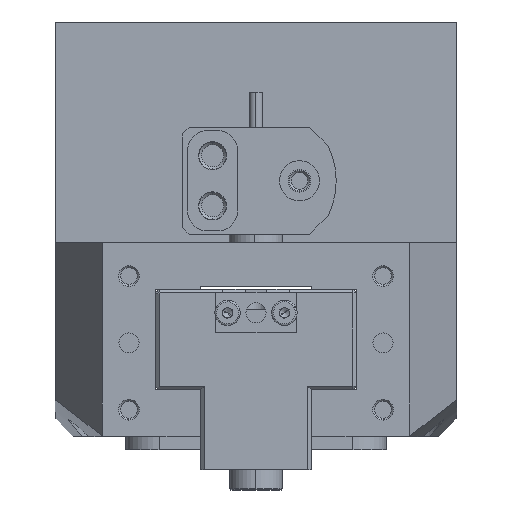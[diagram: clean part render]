
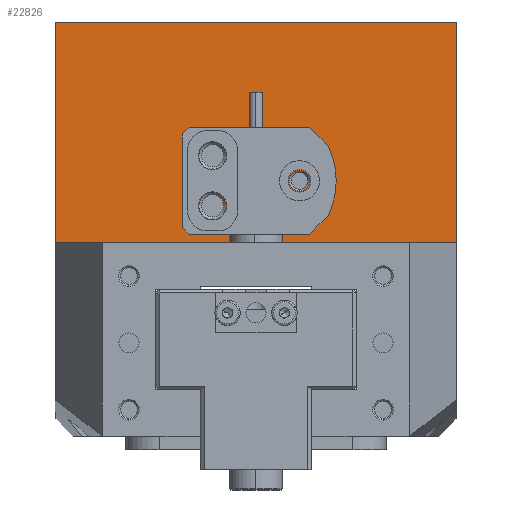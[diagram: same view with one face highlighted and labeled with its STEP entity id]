
A CAD part, left-side view. The second image highlights one B-rep face of the part: STEP entity #22826.
In plain terms, the highlighted planar face has unit normal (-1, 0, 0).
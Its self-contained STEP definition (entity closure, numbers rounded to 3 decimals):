
#165 = FACE_BOUND ( 'NONE', #13781, .T. ) ;
#266 = LINE ( 'NONE', #22279, #3590 ) ;
#539 = CARTESIAN_POINT ( 'NONE',  ( -58.28, 13.286, 133.091 ) ) ;
#774 = EDGE_CURVE ( 'NONE', #1530, #10054, #37983, .T. ) ;
#928 = VERTEX_POINT ( 'NONE', #23020 ) ;
#1530 = VERTEX_POINT ( 'NONE', #27583 ) ;
#1657 = ORIENTED_EDGE ( 'NONE', *, *, #2644, .T. ) ;
#2496 = DIRECTION ( 'NONE',  ( 0., 0., -1. ) ) ;
#2644 = EDGE_CURVE ( 'NONE', #9410, #928, #5621, .T. ) ;
#3514 = ORIENTED_EDGE ( 'NONE', *, *, #13847, .T. ) ;
#3535 = LINE ( 'NONE', #36101, #27739 ) ;
#3590 = VECTOR ( 'NONE', #22147, 1000. ) ;
#4648 = VERTEX_POINT ( 'NONE', #5914 ) ;
#5178 = EDGE_CURVE ( 'NONE', #19981, #19053, #6917, .T. ) ;
#5621 = CIRCLE ( 'NONE', #6321, 1.55 ) ;
#5874 = CARTESIAN_POINT ( 'NONE',  ( -58.28, -23.214, 155.141 ) ) ;
#5914 = CARTESIAN_POINT ( 'NONE',  ( -58.28, 13.286, 125.591 ) ) ;
#6321 = AXIS2_PLACEMENT_3D ( 'NONE', #28325, #13216, #16238 ) ;
#6917 = CIRCLE ( 'NONE', #26186, 2.05 ) ;
#7374 = CARTESIAN_POINT ( 'NONE',  ( -58.28, 13.286, 137.191 ) ) ;
#7452 = CARTESIAN_POINT ( 'NONE',  ( -58.28, -23.214, 93.141 ) ) ;
#7775 = FACE_OUTER_BOUND ( 'NONE', #32386, .T. ) ;
#7829 = VERTEX_POINT ( 'NONE', #8435 ) ;
#8048 = ORIENTED_EDGE ( 'NONE', *, *, #31940, .T. ) ;
#8171 = DIRECTION ( 'NONE',  ( 0., 0., -1. ) ) ;
#8371 = VERTEX_POINT ( 'NONE', #5874 ) ;
#8435 = CARTESIAN_POINT ( 'NONE',  ( -58.28, 36.786, 155.141 ) ) ;
#8643 = CIRCLE ( 'NONE', #31980, 2.05 ) ;
#9184 = FACE_BOUND ( 'NONE', #31623, .T. ) ;
#9410 = VERTEX_POINT ( 'NONE', #15054 ) ;
#9451 = ORIENTED_EDGE ( 'NONE', *, *, #13289, .T. ) ;
#10054 = VERTEX_POINT ( 'NONE', #14198 ) ;
#11119 = CARTESIAN_POINT ( 'NONE',  ( -58.28, 0.286, 131.391 ) ) ;
#11289 = EDGE_CURVE ( 'NONE', #8371, #7829, #266, .T. ) ;
#11961 = CARTESIAN_POINT ( 'NONE',  ( -58.28, 13.286, 129.691 ) ) ;
#13216 = DIRECTION ( 'NONE',  ( 1., 0., 0. ) ) ;
#13289 = EDGE_CURVE ( 'NONE', #4648, #21265, #8643, .T. ) ;
#13315 = ORIENTED_EDGE ( 'NONE', *, *, #774, .F. ) ;
#13781 = EDGE_LOOP ( 'NONE', ( #1657, #27284 ) ) ;
#13847 = EDGE_CURVE ( 'NONE', #21265, #4648, #38543, .T. ) ;
#14170 = CARTESIAN_POINT ( 'NONE',  ( -58.28, -28.214, 122.141 ) ) ;
#14198 = CARTESIAN_POINT ( 'NONE',  ( -58.28, 36.786, 122.141 ) ) ;
#14285 = DIRECTION ( 'NONE',  ( 1., 0., 0. ) ) ;
#15054 = CARTESIAN_POINT ( 'NONE',  ( -58.28, 0.286, 132.941 ) ) ;
#15132 = EDGE_LOOP ( 'NONE', ( #8048, #23699 ) ) ;
#15149 = DIRECTION ( 'NONE',  ( 1., 0., 0. ) ) ;
#16238 = DIRECTION ( 'NONE',  ( 0., 0., -1. ) ) ;
#16544 = DIRECTION ( 'NONE',  ( 1., 0., 0. ) ) ;
#17977 = CARTESIAN_POINT ( 'NONE',  ( -58.28, 13.286, 135.141 ) ) ;
#18573 = DIRECTION ( 'NONE',  ( 1., 0., 0. ) ) ;
#18996 = CIRCLE ( 'NONE', #33849, 2.05 ) ;
#19053 = VERTEX_POINT ( 'NONE', #7374 ) ;
#19276 = AXIS2_PLACEMENT_3D ( 'NONE', #28626, #16544, #28115 ) ;
#19454 = DIRECTION ( 'NONE',  ( 0., 1., 0. ) ) ;
#19567 = CARTESIAN_POINT ( 'NONE',  ( -58.28, -28.214, 122.141 ) ) ;
#19981 = VERTEX_POINT ( 'NONE', #539 ) ;
#20083 = FACE_BOUND ( 'NONE', #15132, .T. ) ;
#21265 = VERTEX_POINT ( 'NONE', #11961 ) ;
#21797 = VECTOR ( 'NONE', #19454, 1000. ) ;
#22147 = DIRECTION ( 'NONE',  ( 0., 1., 0. ) ) ;
#22271 = EDGE_CURVE ( 'NONE', #7829, #10054, #3535, .T. ) ;
#22279 = CARTESIAN_POINT ( 'NONE',  ( -58.28, 6.786, 155.141 ) ) ;
#22826 = ADVANCED_FACE ( 'NONE', ( #165, #20083, #9184, #7775 ), #35281, .F. ) ;
#23020 = CARTESIAN_POINT ( 'NONE',  ( -58.28, 0.286, 129.841 ) ) ;
#23699 = ORIENTED_EDGE ( 'NONE', *, *, #5178, .T. ) ;
#24170 = DIRECTION ( 'NONE',  ( 0., 0., -1. ) ) ;
#24291 = CARTESIAN_POINT ( 'NONE',  ( -58.28, 13.286, 127.641 ) ) ;
#26186 = AXIS2_PLACEMENT_3D ( 'NONE', #26710, #15149, #33067 ) ;
#26710 = CARTESIAN_POINT ( 'NONE',  ( -58.28, 13.286, 135.141 ) ) ;
#26915 = DIRECTION ( 'NONE',  ( 1., 0., 0. ) ) ;
#27284 = ORIENTED_EDGE ( 'NONE', *, *, #36008, .T. ) ;
#27503 = ORIENTED_EDGE ( 'NONE', *, *, #31491, .T. ) ;
#27583 = CARTESIAN_POINT ( 'NONE',  ( -58.28, -23.214, 122.141 ) ) ;
#27739 = VECTOR ( 'NONE', #33185, 1000. ) ;
#28113 = AXIS2_PLACEMENT_3D ( 'NONE', #11119, #14285, #8171 ) ;
#28115 = DIRECTION ( 'NONE',  ( 0., 0., -1. ) ) ;
#28325 = CARTESIAN_POINT ( 'NONE',  ( -58.28, 0.286, 131.391 ) ) ;
#28626 = CARTESIAN_POINT ( 'NONE',  ( -58.28, 13.286, 127.641 ) ) ;
#29934 = ORIENTED_EDGE ( 'NONE', *, *, #22271, .T. ) ;
#30015 = LINE ( 'NONE', #7452, #35206 ) ;
#31491 = EDGE_CURVE ( 'NONE', #1530, #8371, #30015, .T. ) ;
#31623 = EDGE_LOOP ( 'NONE', ( #3514, #9451 ) ) ;
#31940 = EDGE_CURVE ( 'NONE', #19053, #19981, #18996, .T. ) ;
#31980 = AXIS2_PLACEMENT_3D ( 'NONE', #24291, #18573, #24170 ) ;
#32386 = EDGE_LOOP ( 'NONE', ( #27503, #33776, #29934, #13315 ) ) ;
#32619 = DIRECTION ( 'NONE',  ( 0., 0., -1. ) ) ;
#33067 = DIRECTION ( 'NONE',  ( 0., 0., -1. ) ) ;
#33185 = DIRECTION ( 'NONE',  ( 0., 0., -1. ) ) ;
#33575 = CIRCLE ( 'NONE', #28113, 1.55 ) ;
#33776 = ORIENTED_EDGE ( 'NONE', *, *, #11289, .T. ) ;
#33849 = AXIS2_PLACEMENT_3D ( 'NONE', #17977, #26915, #32619 ) ;
#35195 = AXIS2_PLACEMENT_3D ( 'NONE', #14170, #35410, #2496 ) ;
#35206 = VECTOR ( 'NONE', #38378, 1000. ) ;
#35281 = PLANE ( 'NONE',  #35195 ) ;
#35410 = DIRECTION ( 'NONE',  ( 1., 0., 0. ) ) ;
#36008 = EDGE_CURVE ( 'NONE', #928, #9410, #33575, .T. ) ;
#36101 = CARTESIAN_POINT ( 'NONE',  ( -58.28, 36.786, 93.141 ) ) ;
#37983 = LINE ( 'NONE', #19567, #21797 ) ;
#38378 = DIRECTION ( 'NONE',  ( 0., 0., 1. ) ) ;
#38543 = CIRCLE ( 'NONE', #19276, 2.05 ) ;
